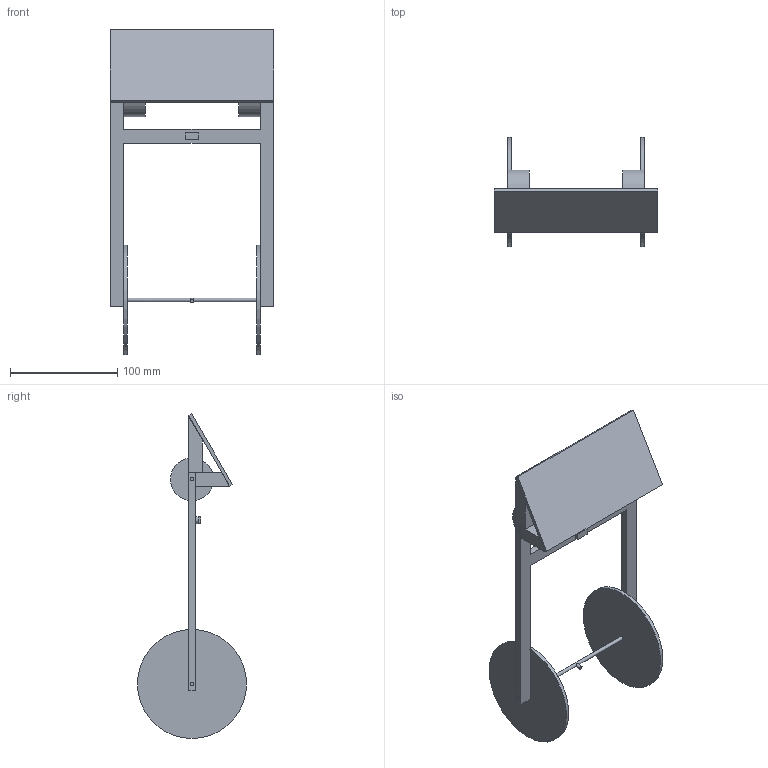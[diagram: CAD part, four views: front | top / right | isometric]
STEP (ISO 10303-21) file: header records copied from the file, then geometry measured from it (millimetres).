
FILE_DESCRIPTION(/* description */ ('STEP AP214'),/* implementation_level */ '2;1');
FILE_NAME(/* name */ '5fe959108b4f4d11e0cee06d',/* time_stamp */ '2020-12-28T04:03:28+00:00',/* author */ (''),/* organization */ (''),/* preprocessor_version */ 'ST-DEVELOPER v18.1',/* originating_system */ ' ',/* authorisation */ ' ');
FILE_SCHEMA (('AUTOMOTIVE_DESIGN {1 0 10303 214 3 1 1}'));
Length unit declared in the file: metre
Products named in the file (10): Assembly 1; Part 1; Part 2
Assembly tree (13 placements, depth 2):
  Assembly 1
    Part 1  x2
    Part 1
    Part 1  x2
    Part 1
    Part 1  x2
    Part 2
    Part 1
    Part 1
    Part 1  x2
Bounding box: 152.4 x 101.6 x 302.53 mm (x, y, z)
Volume: 205966.7 mm3; surface area: 102651.1 mm2
Topology: 13 solids, 13 shells, 81 faces, 162 edges, 108 vertices
Faces by surface type: plane 65, cylinder 16
Full cylindrical faces by diameter (mm): 3.175 x11, 6.35 x1, 40 x2, 101.6 x2
Entity records: 1842 total; most frequent: DIRECTION 288, CARTESIAN_POINT 269, ORIENTED_EDGE 224, EDGE_CURVE 112, AXIS2_PLACEMENT_3D 101, LINE 86, VECTOR 86, EDGE_LOOP 86
